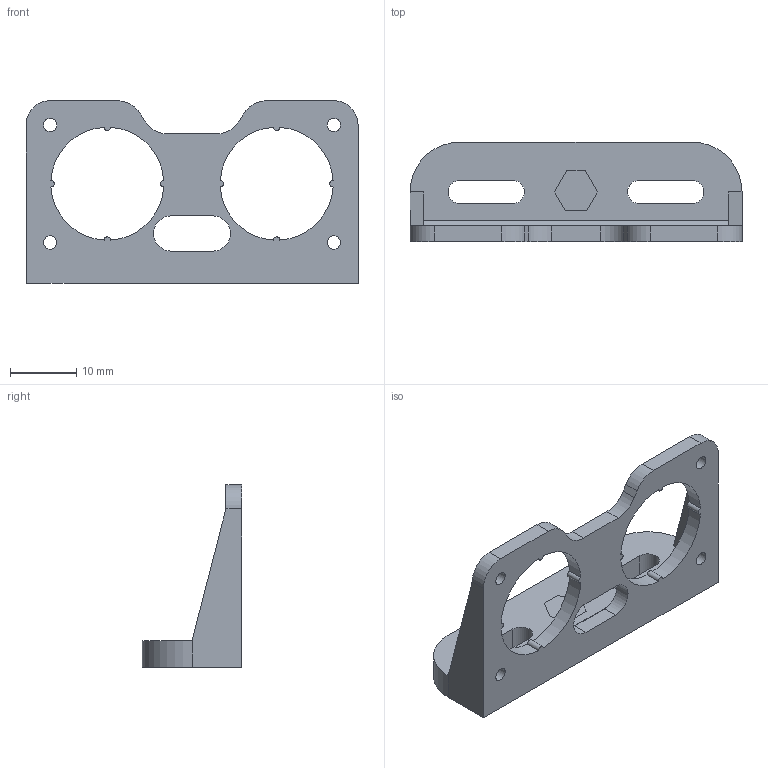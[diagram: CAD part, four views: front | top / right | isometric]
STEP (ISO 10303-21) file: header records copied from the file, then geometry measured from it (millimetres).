
FILE_DESCRIPTION(('STEP AP242'), '1');
FILE_NAME('Êðåïëåíèå', '', ('UNSPECIFIED'), ('UNSPECIFIED'), 'C3D Converter', 'C3D Toolkit', '');
FILE_SCHEMA(('AP242_MANAGED_MODEL_BASED_3D_ENGINEERING_MIM_LF { 1 0 10303 442 1 1 4 }'));
Length unit declared in the file: millimetre
Products named in the file (3): -03; -02
Assembly tree (2 placements, depth 3):
  (unnamed)
    -03
      -02
Bounding box: 50 x 15 x 27.5 mm (x, y, z)
Volume: 4188 mm3; surface area: 3993.6 mm2
Topology: 2 solids, 2 shells, 75 faces, 206 edges, 136 vertices
Faces by surface type: plane 40, cylinder 35
Full cylindrical faces by diameter (mm): 2 x4
Entity records: 2579 total; most frequent: DIRECTION 428, CARTESIAN_POINT 416, ORIENTED_EDGE 404, EDGE_CURVE 202, AXIS2_PLACEMENT_3D 148, VERTEX_POINT 136, LINE 132, VECTOR 132
